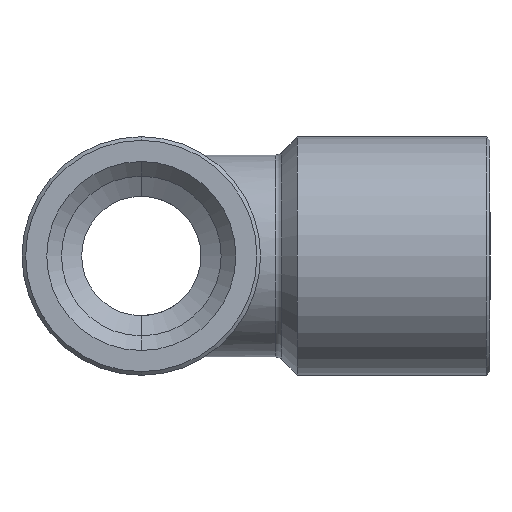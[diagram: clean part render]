
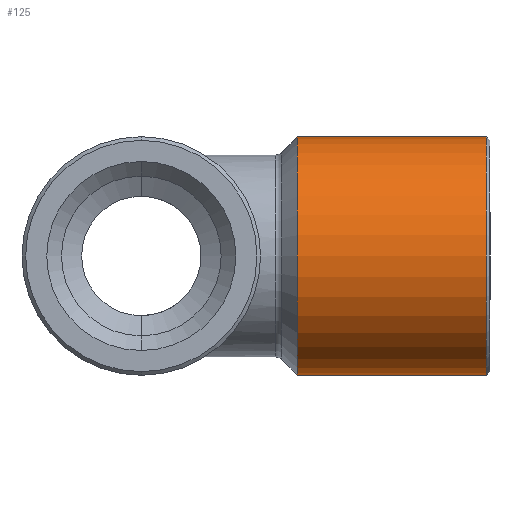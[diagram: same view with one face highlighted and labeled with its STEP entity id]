
A CAD part, left-side view. The second image highlights one B-rep face of the part: STEP entity #125.
In plain terms, the highlighted cylindrical face has radius 6.5 mm (diameter 13 mm), a partial arc.
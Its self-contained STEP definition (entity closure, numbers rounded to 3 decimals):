
#14 = VERTEX_POINT ( 'NONE', #529 ) ;
#22 = VERTEX_POINT ( 'NONE', #536 ) ;
#23 = VERTEX_POINT ( 'NONE', #537 ) ;
#31 = VERTEX_POINT ( 'NONE', #540 ) ;
#125 = ADVANCED_FACE ( 'NONE', ( #1607 ), #1608, .T. ) ;
#136 = EDGE_CURVE ( 'NONE', #14, #22, #347, .T. ) ;
#145 = EDGE_CURVE ( 'NONE', #23, #31, #362, .T. ) ;
#329 = AXIS2_PLACEMENT_3D ( 'NONE', #884, #885, #886 ) ;
#347 = CIRCLE ( 'NONE', #348, 6.5 ) ;
#348 = AXIS2_PLACEMENT_3D ( 'NONE', #917, #918, #919 ) ;
#362 = CIRCLE ( 'NONE', #363, 6.5 ) ;
#363 = AXIS2_PLACEMENT_3D ( 'NONE', #946, #947, #948 ) ;
#421 = VECTOR ( 'NONE', #1046, 1000. ) ;
#423 = VECTOR ( 'NONE', #1051, 1000. ) ;
#529 = CARTESIAN_POINT ( 'NONE',  ( 0., -8.5, -6.5 ) ) ;
#536 = CARTESIAN_POINT ( 'NONE',  ( 0., -8.5, 6.5 ) ) ;
#537 = CARTESIAN_POINT ( 'NONE',  ( 0., -18.8, -6.5 ) ) ;
#540 = CARTESIAN_POINT ( 'NONE',  ( 0., -18.8, 6.5 ) ) ;
#884 = CARTESIAN_POINT ( 'NONE',  ( 0., 4.334, 0. ) ) ;
#885 = DIRECTION ( 'NONE',  ( 0., 1., 0. ) ) ;
#886 = DIRECTION ( 'NONE',  ( 0., 0., 1. ) ) ;
#917 = CARTESIAN_POINT ( 'NONE',  ( 0., -8.5, 0. ) ) ;
#918 = DIRECTION ( 'NONE',  ( 0., 1., 0. ) ) ;
#919 = DIRECTION ( 'NONE',  ( 0., 0., -1. ) ) ;
#946 = CARTESIAN_POINT ( 'NONE',  ( 0., -18.8, 0. ) ) ;
#947 = DIRECTION ( 'NONE',  ( 0., 1., 0. ) ) ;
#948 = DIRECTION ( 'NONE',  ( 0., 0., 1. ) ) ;
#1045 = CARTESIAN_POINT ( 'NONE',  ( 0., 4.334, -6.5 ) ) ;
#1046 = DIRECTION ( 'NONE',  ( 0., 1., 0. ) ) ;
#1050 = CARTESIAN_POINT ( 'NONE',  ( 0., 4.334, 6.5 ) ) ;
#1051 = DIRECTION ( 'NONE',  ( 0., 1., 0. ) ) ;
#1280 = EDGE_CURVE ( 'NONE', #23, #14, #1640, .T. ) ;
#1282 = EDGE_CURVE ( 'NONE', #31, #22, #1641, .T. ) ;
#1412 = EDGE_LOOP ( 'NONE', ( #1495, #1496, #1494, #1498 ) ) ;
#1494 = ORIENTED_EDGE ( 'NONE', *, *, #1282, .T. ) ;
#1495 = ORIENTED_EDGE ( 'NONE', *, *, #1280, .F. ) ;
#1496 = ORIENTED_EDGE ( 'NONE', *, *, #145, .T. ) ;
#1498 = ORIENTED_EDGE ( 'NONE', *, *, #136, .F. ) ;
#1607 = FACE_OUTER_BOUND ( 'NONE', #1412, .T. ) ;
#1608 = CYLINDRICAL_SURFACE ( 'NONE', #329, 6.5 ) ;
#1640 = LINE ( 'NONE', #1045, #421 ) ;
#1641 = LINE ( 'NONE', #1050, #423 ) ;
